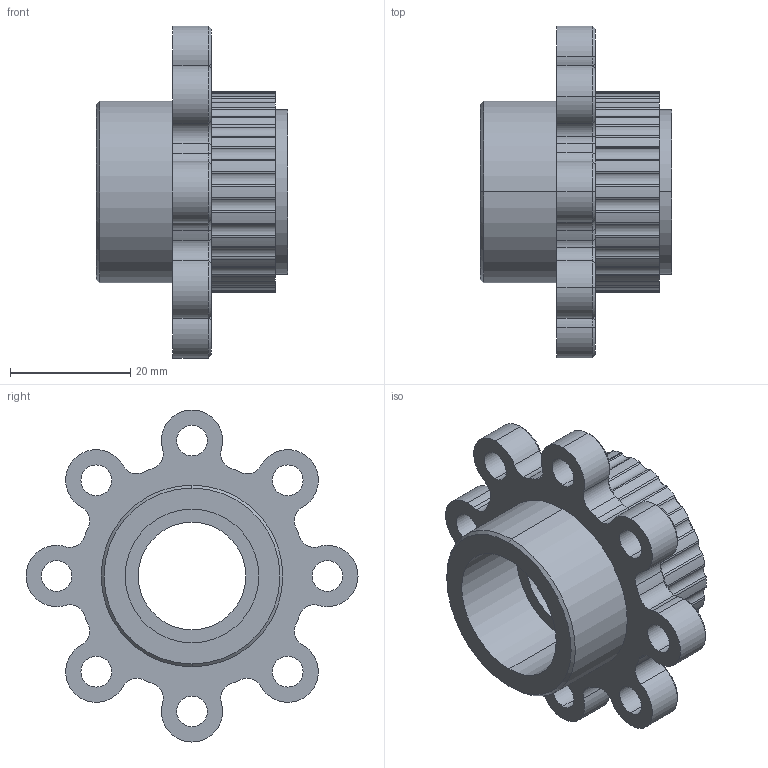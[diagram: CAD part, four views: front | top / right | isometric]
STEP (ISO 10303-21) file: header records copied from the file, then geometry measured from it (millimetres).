
FILE_DESCRIPTION (( 'STEP AP214' ), '1' );
FILE_NAME ('4-8 Steel_DiskPulley_Needle Ridges no Flange.STEP', '2025-04-09T03:38:55', ( '' ), ( '' ), 'SwSTEP 2.0', 'SolidWorks 2024', '' );
FILE_SCHEMA (( 'AUTOMOTIVE_DESIGN' ));
Length unit declared in the file: inch
Products named in the file (1): 4-8 Steel_DiskPulley_Needle Ridges no Flange
Bounding box: 31.75 x 55.19 x 55.19 mm (x, y, z)
Volume: 18086.1 mm3; surface area: 9549.9 mm2
Topology: 1 solids, 1 shells, 230 faces, 624 edges, 401 vertices
Faces by surface type: cylinder 178, cone 45, plane 7
Entity records: 7492 total; most frequent: DIRECTION 1487, CARTESIAN_POINT 1256, ORIENTED_EDGE 1248, AXIS2_PLACEMENT_3D 632, EDGE_CURVE 624, VERTEX_POINT 401, CIRCLE 401, EDGE_LOOP 253
